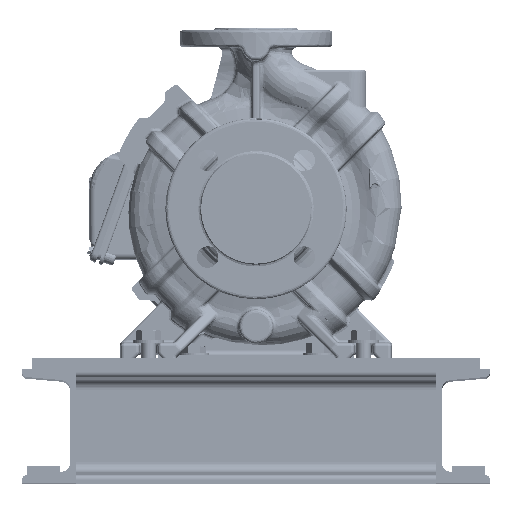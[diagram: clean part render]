
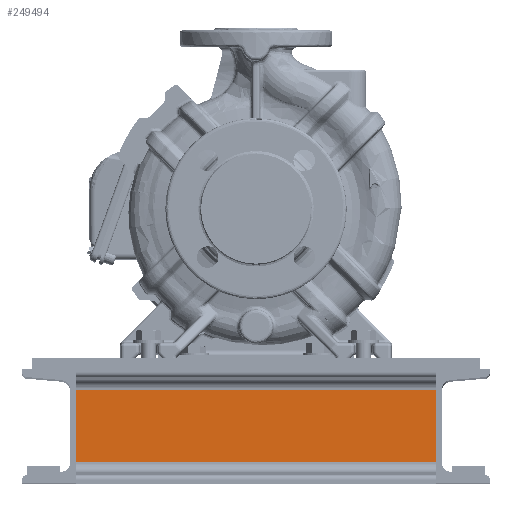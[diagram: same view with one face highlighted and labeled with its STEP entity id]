
A CAD part, top view. The second image highlights one B-rep face of the part: STEP entity #249494.
In plain terms, the highlighted face is planar.
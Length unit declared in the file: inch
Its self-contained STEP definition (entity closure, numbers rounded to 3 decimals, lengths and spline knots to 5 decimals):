
#4108 = CARTESIAN_POINT ( 'NONE',  ( 0.20866, 1.26264, -6.25 ) ) ;
#4562 = DIRECTION ( 'NONE',  ( 0., 0., 1. ) ) ;
#10645 = AXIS2_PLACEMENT_3D ( 'NONE', #148592, #264276, #4562 ) ;
#14112 = ORIENTED_EDGE ( 'NONE', *, *, #161156, .T. ) ;
#40877 = DIRECTION ( 'NONE',  ( 0., -1., 0. ) ) ;
#76125 = CARTESIAN_POINT ( 'NONE',  ( 0.20866, -1.26264, -6.25 ) ) ;
#84032 = DIRECTION ( 'NONE',  ( 0., -1., 0. ) ) ;
#91522 = ORIENTED_EDGE ( 'NONE', *, *, #249796, .T. ) ;
#116420 = FACE_OUTER_BOUND ( 'NONE', #189801, .T. ) ;
#128071 = CARTESIAN_POINT ( 'NONE',  ( 0.20866, 1.26264, 6.25 ) ) ;
#136435 = VERTEX_POINT ( 'NONE', #343150 ) ;
#140860 = CARTESIAN_POINT ( 'NONE',  ( 0.20866, 1.26264, -6.25 ) ) ;
#148592 = CARTESIAN_POINT ( 'NONE',  ( 0.20866, 1.26264, -6.25 ) ) ;
#159517 = CARTESIAN_POINT ( 'NONE',  ( 0.20866, -1.26264, -6.25 ) ) ;
#161156 = EDGE_CURVE ( 'NONE', #201487, #313145, #217174, .T. ) ;
#164328 = EDGE_CURVE ( 'NONE', #174451, #313145, #335800, .T. ) ;
#174451 = VERTEX_POINT ( 'NONE', #159517 ) ;
#177019 = PLANE ( 'NONE',  #10645 ) ;
#189801 = EDGE_LOOP ( 'NONE', ( #91522, #14112, #303806, #206720 ) ) ;
#194051 = LINE ( 'NONE', #140860, #256059 ) ;
#201487 = VERTEX_POINT ( 'NONE', #210728 ) ;
#206720 = ORIENTED_EDGE ( 'NONE', *, *, #270301, .F. ) ;
#210728 = CARTESIAN_POINT ( 'NONE',  ( 0.20866, 1.26264, 6.25 ) ) ;
#217174 = LINE ( 'NONE', #128071, #330755 ) ;
#228758 = VECTOR ( 'NONE', #263832, 39.37008 ) ;
#249494 = ADVANCED_FACE ( 'NONE', ( #116420 ), #177019, .F. ) ;
#249796 = EDGE_CURVE ( 'NONE', #136435, #201487, #349085, .T. ) ;
#256059 = VECTOR ( 'NONE', #84032, 39.37008 ) ;
#263832 = DIRECTION ( 'NONE',  ( 0., 0., 1. ) ) ;
#264276 = DIRECTION ( 'NONE',  ( -1., 0., 0. ) ) ;
#269900 = VECTOR ( 'NONE', #309259, 39.37008 ) ;
#270301 = EDGE_CURVE ( 'NONE', #136435, #174451, #194051, .T. ) ;
#289409 = CARTESIAN_POINT ( 'NONE',  ( 0.20866, -1.26264, 6.25 ) ) ;
#303806 = ORIENTED_EDGE ( 'NONE', *, *, #164328, .F. ) ;
#309259 = DIRECTION ( 'NONE',  ( 0., 0., 1. ) ) ;
#313145 = VERTEX_POINT ( 'NONE', #289409 ) ;
#330755 = VECTOR ( 'NONE', #40877, 39.37008 ) ;
#335800 = LINE ( 'NONE', #76125, #269900 ) ;
#343150 = CARTESIAN_POINT ( 'NONE',  ( 0.20866, 1.26264, -6.25 ) ) ;
#349085 = LINE ( 'NONE', #4108, #228758 ) ;
